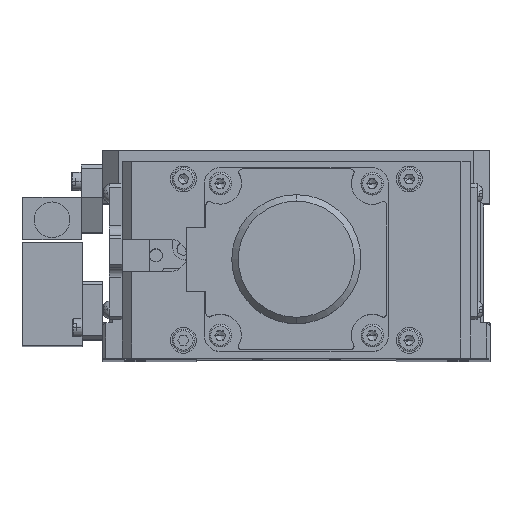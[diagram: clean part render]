
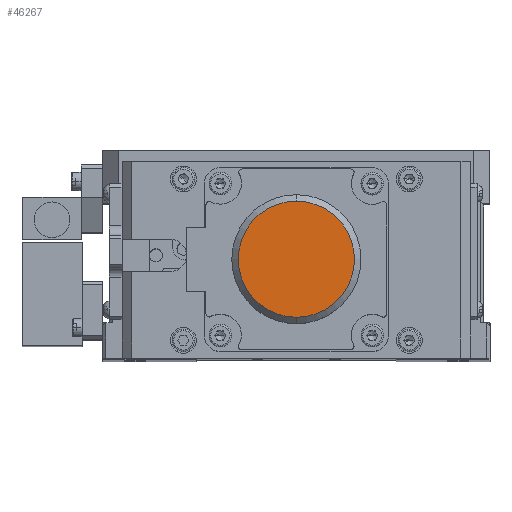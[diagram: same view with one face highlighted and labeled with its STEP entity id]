
A CAD part, top view. The second image highlights one B-rep face of the part: STEP entity #46267.
In plain terms, the highlighted planar face has unit normal (0, 0, 1).
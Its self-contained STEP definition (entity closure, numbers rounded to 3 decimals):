
#3307 = CARTESIAN_POINT ( 'NONE',  ( 0., 31., 269.5 ) ) ;
#7955 = DIRECTION ( 'NONE',  ( 0., 0., 1. ) ) ;
#10679 = CARTESIAN_POINT ( 'NONE',  ( 0., 31., 269.5 ) ) ;
#10862 = FACE_OUTER_BOUND ( 'NONE', #52314, .T. ) ;
#14194 = DIRECTION ( 'NONE',  ( 0., 0., 1. ) ) ;
#14426 = EDGE_CURVE ( 'NONE', #60166, #24068, #43962, .T. ) ;
#16302 = CARTESIAN_POINT ( 'NONE',  ( 0., 13., 269.5 ) ) ;
#16549 = PLANE ( 'NONE',  #36124 ) ;
#18029 = ORIENTED_EDGE ( 'NONE', *, *, #14426, .T. ) ;
#19336 = DIRECTION ( 'NONE',  ( 0., 1., 0. ) ) ;
#20067 = DIRECTION ( 'NONE',  ( 0., 0., 1. ) ) ;
#23314 = EDGE_CURVE ( 'NONE', #24068, #60166, #56645, .T. ) ;
#24068 = VERTEX_POINT ( 'NONE', #16302 ) ;
#33134 = CARTESIAN_POINT ( 'NONE',  ( 0., 31., 269.5 ) ) ;
#34288 = DIRECTION ( 'NONE',  ( 0., 1., 0. ) ) ;
#36124 = AXIS2_PLACEMENT_3D ( 'NONE', #3307, #7955, #45458 ) ;
#42796 = CARTESIAN_POINT ( 'NONE',  ( 0., 49., 269.5 ) ) ;
#43264 = ORIENTED_EDGE ( 'NONE', *, *, #23314, .T. ) ;
#43962 = CIRCLE ( 'NONE', #46771, 18. ) ;
#45458 = DIRECTION ( 'NONE',  ( 0., 1., 0. ) ) ;
#46267 = ADVANCED_FACE ( 'NONE', ( #10862 ), #16549, .T. ) ;
#46771 = AXIS2_PLACEMENT_3D ( 'NONE', #33134, #14194, #19336 ) ;
#46803 = AXIS2_PLACEMENT_3D ( 'NONE', #10679, #20067, #34288 ) ;
#52314 = EDGE_LOOP ( 'NONE', ( #43264, #18029 ) ) ;
#56645 = CIRCLE ( 'NONE', #46803, 18. ) ;
#60166 = VERTEX_POINT ( 'NONE', #42796 ) ;
